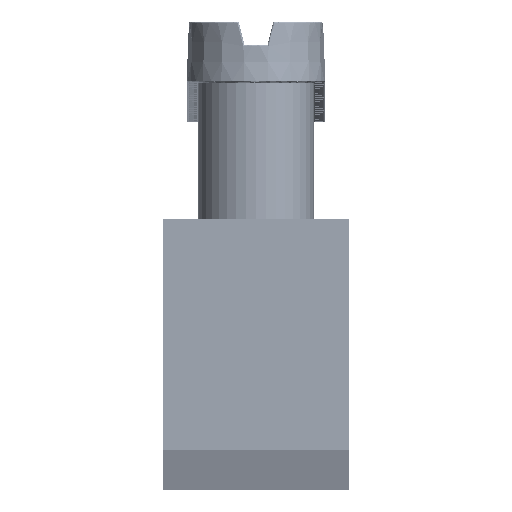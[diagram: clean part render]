
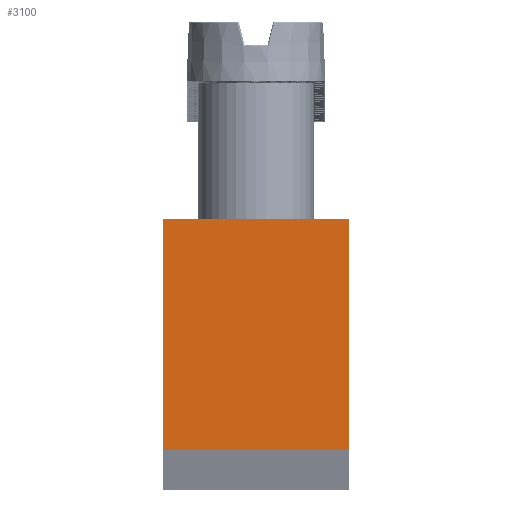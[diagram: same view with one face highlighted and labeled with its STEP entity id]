
A CAD part, top view. The second image highlights one B-rep face of the part: STEP entity #3100.
In plain terms, the highlighted planar face has unit normal (0, 0, 1).
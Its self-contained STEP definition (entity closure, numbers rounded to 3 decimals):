
#3100 = ADVANCED_FACE ( 'NONE', ( #45346 ), #66347, .T. ) ;
#5226 = EDGE_CURVE ( 'NONE', #16564, #22648, #19832, .T. ) ;
#6174 = AXIS2_PLACEMENT_3D ( 'NONE', #49156, #14633, #54988 ) ;
#6430 = CARTESIAN_POINT ( 'NONE',  ( 0., 10., 995. ) ) ;
#9257 = CARTESIAN_POINT ( 'NONE',  ( -8., 10., 995. ) ) ;
#14242 = LINE ( 'NONE', #52594, #58458 ) ;
#14633 = DIRECTION ( 'NONE',  ( 0., 0., 1. ) ) ;
#16564 = VERTEX_POINT ( 'NONE', #47516 ) ;
#18088 = DIRECTION ( 'NONE',  ( 0., 1., 0. ) ) ;
#19832 = LINE ( 'NONE', #35120, #35158 ) ;
#22648 = VERTEX_POINT ( 'NONE', #70438 ) ;
#32248 = DIRECTION ( 'NONE',  ( -1., 0., 0. ) ) ;
#33234 = CARTESIAN_POINT ( 'NONE',  ( 0., 10., 995. ) ) ;
#34017 = VERTEX_POINT ( 'NONE', #6430 ) ;
#34853 = DIRECTION ( 'NONE',  ( -1., 0., 0. ) ) ;
#35120 = CARTESIAN_POINT ( 'NONE',  ( 0., 0., 995. ) ) ;
#35158 = VECTOR ( 'NONE', #34853, 1000. ) ;
#38986 = DIRECTION ( 'NONE',  ( 0., -1., 0. ) ) ;
#45346 = FACE_OUTER_BOUND ( 'NONE', #58834, .T. ) ;
#46277 = ORIENTED_EDGE ( 'NONE', *, *, #65398, .T. ) ;
#47516 = CARTESIAN_POINT ( 'NONE',  ( 0., 0., 995. ) ) ;
#49156 = CARTESIAN_POINT ( 'NONE',  ( -4., 5., 995. ) ) ;
#50258 = LINE ( 'NONE', #33234, #65632 ) ;
#52594 = CARTESIAN_POINT ( 'NONE',  ( -8., 0., 995. ) ) ;
#53293 = VECTOR ( 'NONE', #32248, 1000. ) ;
#53952 = ORIENTED_EDGE ( 'NONE', *, *, #54859, .F. ) ;
#54790 = VERTEX_POINT ( 'NONE', #9257 ) ;
#54859 = EDGE_CURVE ( 'NONE', #34017, #16564, #50258, .T. ) ;
#54988 = DIRECTION ( 'NONE',  ( 1., 0., 0. ) ) ;
#55146 = LINE ( 'NONE', #61247, #53293 ) ;
#58458 = VECTOR ( 'NONE', #18088, 1000. ) ;
#58834 = EDGE_LOOP ( 'NONE', ( #53952, #46277, #64179, #74601 ) ) ;
#61247 = CARTESIAN_POINT ( 'NONE',  ( -4., 10., 995. ) ) ;
#64179 = ORIENTED_EDGE ( 'NONE', *, *, #71510, .F. ) ;
#65398 = EDGE_CURVE ( 'NONE', #34017, #54790, #55146, .T. ) ;
#65632 = VECTOR ( 'NONE', #38986, 1000. ) ;
#66347 = PLANE ( 'NONE',  #6174 ) ;
#70438 = CARTESIAN_POINT ( 'NONE',  ( -8., 0., 995. ) ) ;
#71510 = EDGE_CURVE ( 'NONE', #22648, #54790, #14242, .T. ) ;
#74601 = ORIENTED_EDGE ( 'NONE', *, *, #5226, .F. ) ;
